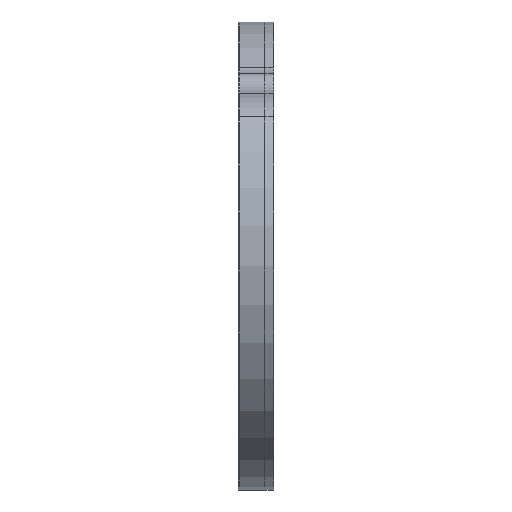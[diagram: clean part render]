
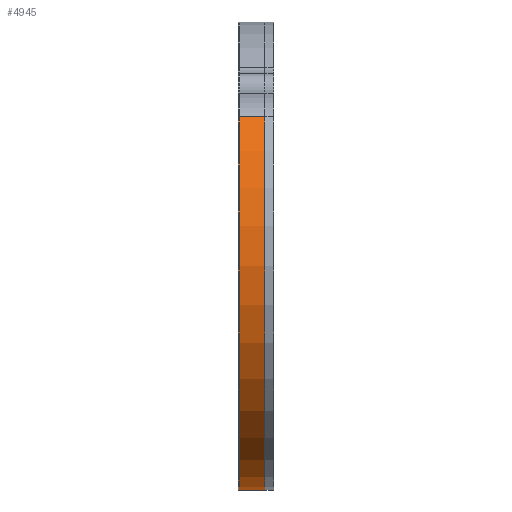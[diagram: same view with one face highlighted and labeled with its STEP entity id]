
A CAD part, left-side view. The second image highlights one B-rep face of the part: STEP entity #4945.
In plain terms, the highlighted cylindrical face has radius 5.5 mm (diameter 11 mm), a partial arc.
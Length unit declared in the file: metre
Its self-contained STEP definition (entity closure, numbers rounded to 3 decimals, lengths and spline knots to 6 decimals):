
#830=LINE('',#9330,#1415);
#831=LINE('',#9336,#1416);
#1415=VECTOR('',#7988,1.);
#1416=VECTOR('',#7995,1.);
#2606=ORIENTED_EDGE('',*,*,#3285,.F.);
#2607=ORIENTED_EDGE('',*,*,#3284,.T.);
#2608=ORIENTED_EDGE('',*,*,#3286,.T.);
#2609=ORIENTED_EDGE('',*,*,#3287,.F.);
#3284=EDGE_CURVE('',#3720,#3722,#830,.T.);
#3285=EDGE_CURVE('',#3720,#3723,#3769,.T.);
#3286=EDGE_CURVE('',#3722,#3724,#3770,.T.);
#3287=EDGE_CURVE('',#3723,#3724,#831,.T.);
#3720=VERTEX_POINT('',#9325);
#3722=VERTEX_POINT('',#9329);
#3723=VERTEX_POINT('',#9333);
#3724=VERTEX_POINT('',#9335);
#3769=CIRCLE('',#6839,0.0055);
#3770=CIRCLE('',#6840,0.0055);
#4091=EDGE_LOOP('',(#2606,#2607,#2608,#2609));
#4400=FACE_BOUND('',#4091,.T.);
#4425=CYLINDRICAL_SURFACE('',#6838,0.0055);
#4945=ADVANCED_FACE('',(#4400),#4425,.T.);
#6838=AXIS2_PLACEMENT_3D('',#9331,#7989,#7990);
#6839=AXIS2_PLACEMENT_3D('',#9332,#7991,#7992);
#6840=AXIS2_PLACEMENT_3D('',#9334,#7993,#7994);
#7988=DIRECTION('',(0.,-1.,0.));
#7989=DIRECTION('',(0.,-1.,0.));
#7990=DIRECTION('',(0.,0.,-1.));
#7991=DIRECTION('',(0.,1.,0.));
#7992=DIRECTION('',(0.,0.,1.));
#7993=DIRECTION('',(0.,1.,0.));
#7994=DIRECTION('',(0.,0.,1.));
#7995=DIRECTION('',(0.,-1.,0.));
#9325=CARTESIAN_POINT('',(0.,0.00081,-0.0055));
#9329=CARTESIAN_POINT('',(0.,0.00021,-0.0055));
#9330=CARTESIAN_POINT('',(0.,0.00081,-0.0055));
#9331=CARTESIAN_POINT('',(0.,0.00081,0.));
#9332=CARTESIAN_POINT('',(0.,0.00081,0.));
#9333=CARTESIAN_POINT('',(-0.004422,0.00081,0.00327));
#9334=CARTESIAN_POINT('',(0.,0.00021,0.));
#9335=CARTESIAN_POINT('',(-0.004422,0.00021,0.00327));
#9336=CARTESIAN_POINT('',(-0.004422,0.00081,0.00327));
